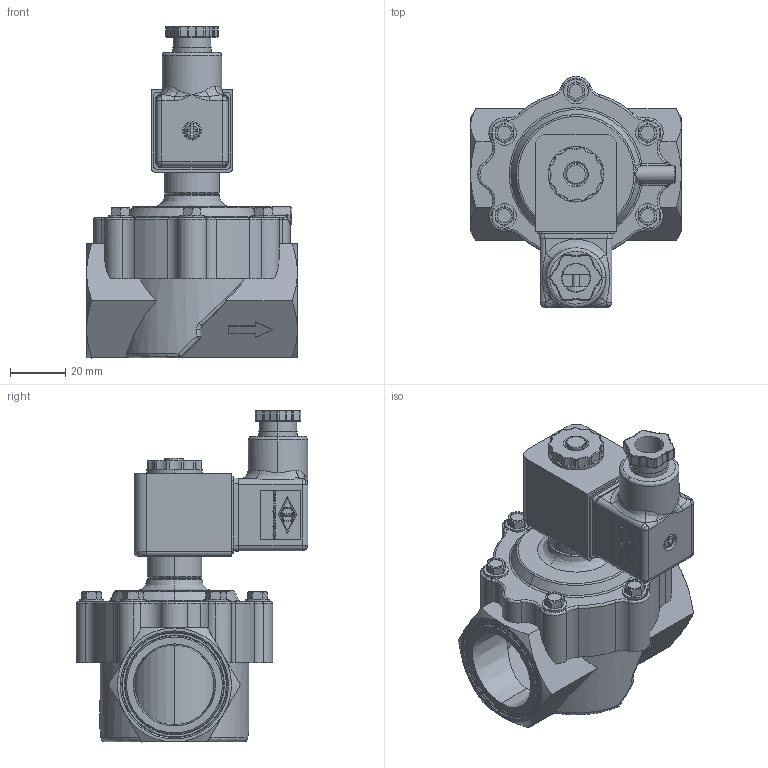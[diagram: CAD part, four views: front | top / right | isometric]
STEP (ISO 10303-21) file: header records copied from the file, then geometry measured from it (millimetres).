
FILE_DESCRIPTION (( 'STEP AP214' ), '1' );
FILE_NAME ('DVD-2BC6F-24D.step', '2016-04-27T15:13:31', ( '' ), ( '' ), 'SwSTEP 2.0', 'SolidWorks 2015', '' );
FILE_SCHEMA (( 'AUTOMOTIVE_DESIGN' ));
Length unit declared in the file: inch
Products named in the file (1): DVD-2BC6F-24D
Bounding box: 76.2 x 83.77 x 120.07 mm (x, y, z)
Volume: 135817.2 mm3; surface area: 65423.4 mm2
Topology: 2 solids, 2 shells, 1898 faces, 4893 edges, 3082 vertices
Faces by surface type: plane 894, bspline 541, cylinder 390, cone 73
Entity records: 66464 total; most frequent: CARTESIAN_POINT 23715, ORIENTED_EDGE 9636, DIRECTION 7634, EDGE_CURVE 4818, VERTEX_POINT 3082, VECTOR 2624, LINE 2624, AXIS2_PLACEMENT_3D 2505
